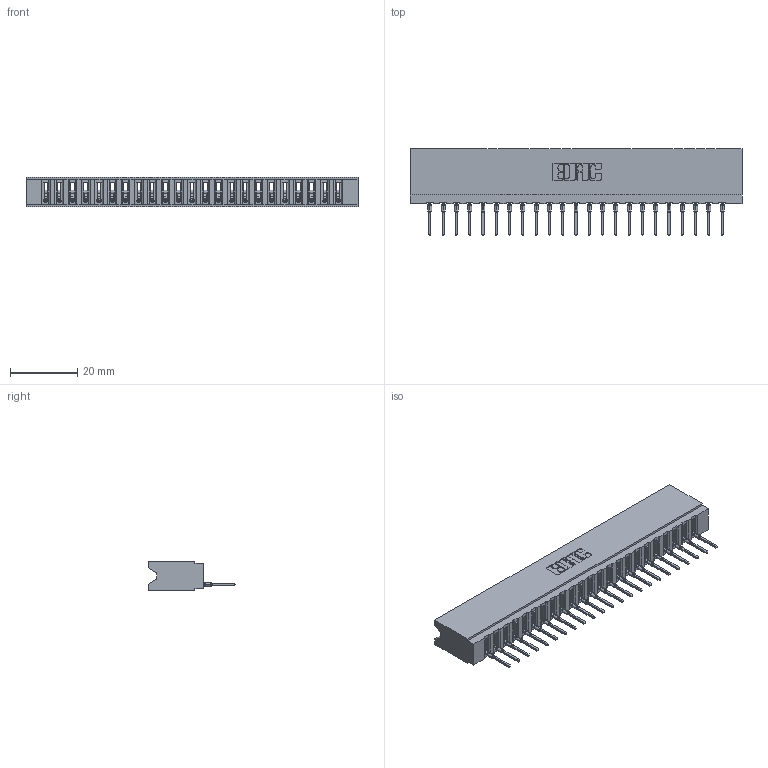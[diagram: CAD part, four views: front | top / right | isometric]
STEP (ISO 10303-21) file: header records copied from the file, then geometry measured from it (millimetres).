
FILE_DESCRIPTION (( 'STEP AP203' ), '1' );
FILE_NAME ('737-023-522-106.STEP', '2026-02-24T22:03:19', ( '' ), ( '' ), 'SwSTEP 2.0', 'SolidWorks 2023', '' );
FILE_SCHEMA (( 'CONFIG_CONTROL_DESIGN' ));
Length unit declared in the file: millimetre
Products named in the file (3): 737 Part_Insulator Option - 06; 745-292-001_522; 737-023-522-106
Assembly tree (24 placements, depth 2):
  737-023-522-106
    737 Part_Insulator Option - 06
    745-292-001_522  x23
Bounding box: 99.01 x 25.92 x 8.89 mm (x, y, z)
Volume: 9624.4 mm3; surface area: 12959.5 mm2
Topology: 24 solids, 24 shells, 2694 faces, 7410 edges, 4678 vertices
Faces by surface type: plane 1619, cylinder 477, bspline 460, torus 138
Entity records: 41325 total; most frequent: CARTESIAN_POINT 7787, ORIENTED_EDGE 7208, DIRECTION 6262, EDGE_CURVE 3604, VECTOR 3284, LINE 3284, VERTEX_POINT 2302, AXIS2_PLACEMENT_3D 1489
